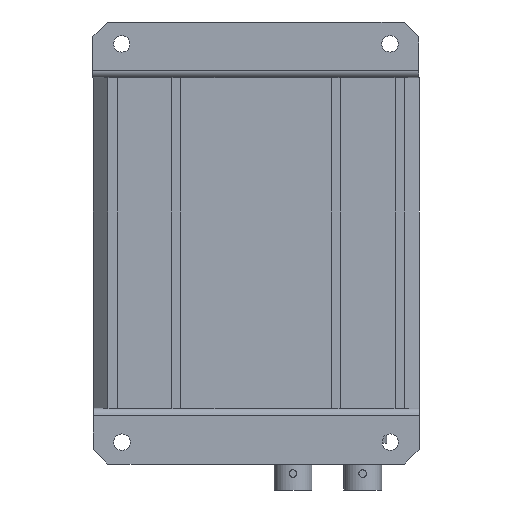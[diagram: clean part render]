
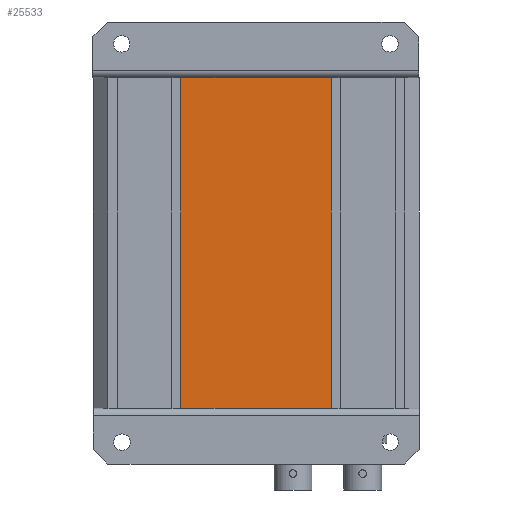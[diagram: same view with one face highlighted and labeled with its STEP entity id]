
A CAD part, front view. The second image highlights one B-rep face of the part: STEP entity #25533.
In plain terms, the highlighted planar face has unit normal (0, -1, 0).
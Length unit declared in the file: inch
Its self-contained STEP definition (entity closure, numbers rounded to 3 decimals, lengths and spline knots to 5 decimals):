
#5016 = FACE_OUTER_BOUND ( 'NONE', #51056, .T. ) ;
#5588 = AXIS2_PLACEMENT_3D ( 'NONE', #7830, #7840, #7841 ) ;
#7827 = PLANE ( 'NONE',  #5588 ) ;
#7830 = CARTESIAN_POINT ( 'NONE',  ( 0., -0.54, -4.07526 ) ) ;
#7840 = DIRECTION ( 'NONE',  ( 0., 1., 0. ) ) ;
#7841 = DIRECTION ( 'NONE',  ( 0., 0., 1. ) ) ;
#25533 = ADVANCED_FACE ( 'NONE', ( #5016 ), #7827, .F. ) ;
#29038 = VERTEX_POINT ( 'NONE', #44227 ) ;
#29039 = VERTEX_POINT ( 'NONE', #44229 ) ;
#29095 = VERTEX_POINT ( 'NONE', #44364 ) ;
#29110 = VERTEX_POINT ( 'NONE', #44401 ) ;
#32904 = EDGE_CURVE ( 'NONE', #29038, #29039, #49873, .T. ) ;
#33123 = EDGE_CURVE ( 'NONE', #29095, #29110, #50293, .T. ) ;
#33700 = EDGE_CURVE ( 'NONE', #29038, #29095, #51312, .T. ) ;
#33703 = EDGE_CURVE ( 'NONE', #29039, #29110, #51318, .T. ) ;
#39722 = CARTESIAN_POINT ( 'NONE',  ( 0., -0.54, -3.32 ) ) ;
#39725 = DIRECTION ( 'NONE',  ( -1., 0., 0. ) ) ;
#40072 = CARTESIAN_POINT ( 'NONE',  ( 0., -0.54, 0. ) ) ;
#40076 = DIRECTION ( 'NONE',  ( -1., 0., 0. ) ) ;
#41073 = CARTESIAN_POINT ( 'NONE',  ( 0.755, -0.54, -4.07526 ) ) ;
#41074 = DIRECTION ( 'NONE',  ( 0., 0., 1. ) ) ;
#41075 = CARTESIAN_POINT ( 'NONE',  ( -0.755, -0.54, -4.07526 ) ) ;
#41076 = DIRECTION ( 'NONE',  ( 0., 0., 1. ) ) ;
#43142 = ORIENTED_EDGE ( 'NONE', *, *, #33700, .T. ) ;
#43143 = ORIENTED_EDGE ( 'NONE', *, *, #33123, .T. ) ;
#43144 = ORIENTED_EDGE ( 'NONE', *, *, #33703, .F. ) ;
#43145 = ORIENTED_EDGE ( 'NONE', *, *, #32904, .F. ) ;
#44227 = CARTESIAN_POINT ( 'NONE',  ( 0.755, -0.54, -3.32 ) ) ;
#44229 = CARTESIAN_POINT ( 'NONE',  ( -0.755, -0.54, -3.32 ) ) ;
#44364 = CARTESIAN_POINT ( 'NONE',  ( 0.755, -0.54, 0. ) ) ;
#44401 = CARTESIAN_POINT ( 'NONE',  ( -0.755, -0.54, 0. ) ) ;
#49873 = LINE ( 'NONE', #39722, #49882 ) ;
#49882 = VECTOR ( 'NONE', #39725, 39.37008 ) ;
#50293 = LINE ( 'NONE', #40072, #50302 ) ;
#50302 = VECTOR ( 'NONE', #40076, 39.37008 ) ;
#51056 = EDGE_LOOP ( 'NONE', ( #43142, #43143, #43144, #43145 ) ) ;
#51312 = LINE ( 'NONE', #41073, #51321 ) ;
#51318 = LINE ( 'NONE', #41075, #51327 ) ;
#51321 = VECTOR ( 'NONE', #41074, 39.37008 ) ;
#51327 = VECTOR ( 'NONE', #41076, 39.37008 ) ;
